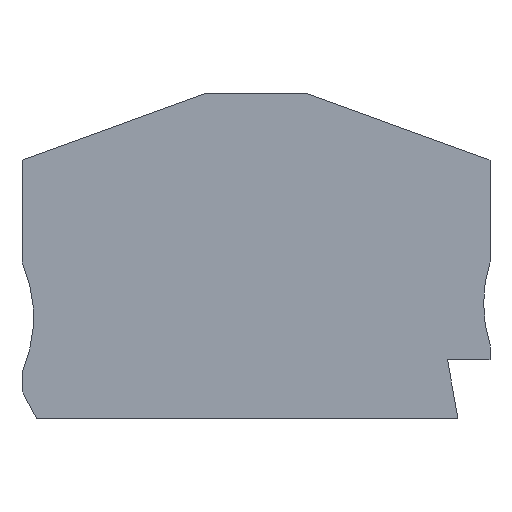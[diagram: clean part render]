
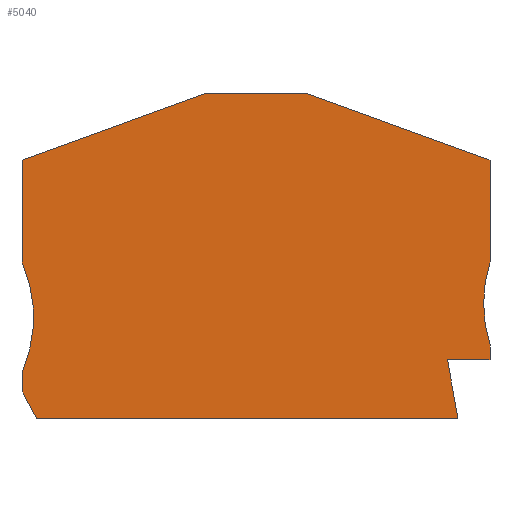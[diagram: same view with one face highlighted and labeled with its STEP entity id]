
A CAD part, left-side view. The second image highlights one B-rep face of the part: STEP entity #5040.
In plain terms, the highlighted face is planar.
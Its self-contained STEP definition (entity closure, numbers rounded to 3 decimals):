
#1310=CARTESIAN_POINT('',(-23.017,35.517,-2.2));
#1320=VERTEX_POINT('',#1310);
#1400=CARTESIAN_POINT('',(-42.9,28.28,-2.2));
#1410=VERTEX_POINT('',#1400);
#1440=CARTESIAN_POINT('',(0.,43.895,-2.2));
#1450=DIRECTION('',(-0.94,-0.342,0.));
#1460=VECTOR('',#1450,1.);
#1470=LINE('',#1440,#1460);
#1480=EDGE_CURVE('',#1320,#1410,#1470,.T.);
#1700=CARTESIAN_POINT('',(7.9,3.217,-2.2));
#1710=VERTEX_POINT('',#1700);
#1740=CARTESIAN_POINT('',(6.187,0.,-2.2));
#1750=DIRECTION('',(0.47,0.883,0.));
#1760=VECTOR('',#1750,1.);
#1770=LINE('',#1740,#1760);
#1780=CARTESIAN_POINT('',(6.302,0.217,-2.2));
#1790=VERTEX_POINT('',#1780);
#1800=EDGE_CURVE('',#1790,#1710,#1770,.T.);
#2040=CARTESIAN_POINT('',(0.,0.217,-2.2));
#2050=DIRECTION('',(1.,0.,0.));
#2060=VECTOR('',#2050,1.);
#2070=LINE('',#2040,#2060);
#2080=CARTESIAN_POINT('',(-39.417,0.217,-2.2));
#2090=VERTEX_POINT('',#2080);
#2100=EDGE_CURVE('',#2090,#1790,#2070,.T.);
#2390=CARTESIAN_POINT('',(-11.983,35.517,-2.2));
#2400=VERTEX_POINT('',#2390);
#2430=CARTESIAN_POINT('',(0.,31.156,-2.2));
#2440=DIRECTION('',(-0.94,0.342,0.));
#2450=VECTOR('',#2440,1.);
#2460=LINE('',#2430,#2450);
#2470=CARTESIAN_POINT('',(7.9,28.28,-2.2));
#2480=VERTEX_POINT('',#2470);
#2490=EDGE_CURVE('',#2480,#2400,#2460,.T.);
#2760=CARTESIAN_POINT('',(-42.9,17.217,-2.2));
#2770=VERTEX_POINT('',#2760);
#2850=CARTESIAN_POINT('',(-42.9,8.217,-2.2));
#2860=VERTEX_POINT('',#2850);
#2890=CARTESIAN_POINT('',(-57.209,12.717,-2.2));
#2900=DIRECTION('',(0.,0.,1.));
#2910=DIRECTION('',(1.,0.,0.));
#2920=AXIS2_PLACEMENT_3D('',#2890,#2900,#2910);
#2930=CIRCLE('',#2920,15.);
#2940=EDGE_CURVE('',#2860,#2770,#2930,.T.);
#3150=CARTESIAN_POINT('',(7.9,5.217,-2.2));
#3160=VERTEX_POINT('',#3150);
#3240=CARTESIAN_POINT('',(7.9,17.217,-2.2));
#3250=VERTEX_POINT('',#3240);
#3280=CARTESIAN_POINT('',(21.648,11.217,-2.2));
#3290=DIRECTION('',(0.,0.,1.));
#3300=DIRECTION('',(1.,0.,0.));
#3310=AXIS2_PLACEMENT_3D('',#3280,#3290,#3300);
#3320=CIRCLE('',#3310,15.);
#3330=EDGE_CURVE('',#3250,#3160,#3320,.T.);
#3500=CARTESIAN_POINT('',(7.9,0.,-2.2));
#3510=DIRECTION('',(0.,1.,0.));
#3520=VECTOR('',#3510,1.);
#3530=LINE('',#3500,#3520);
#3540=EDGE_CURVE('',#1710,#3160,#3530,.T.);
#3750=CARTESIAN_POINT('',(7.9,0.,-2.2));
#3760=DIRECTION('',(0.,1.,0.));
#3770=VECTOR('',#3760,1.);
#3780=LINE('',#3750,#3770);
#3790=EDGE_CURVE('',#3250,#2480,#3780,.T.);
#4000=CARTESIAN_POINT('',(0.,35.517,-2.2));
#4010=DIRECTION('',(-1.,0.,0.));
#4020=VECTOR('',#4010,1.);
#4030=LINE('',#4000,#4020);
#4040=EDGE_CURVE('',#2400,#1320,#4030,.T.);
#4220=CARTESIAN_POINT('',(-42.9,0.,-2.2));
#4230=DIRECTION('',(0.,-1.,0.));
#4240=VECTOR('',#4230,1.);
#4250=LINE('',#4220,#4240);
#4260=CARTESIAN_POINT('',(-42.9,6.617,-2.2));
#4270=VERTEX_POINT('',#4260);
#4280=EDGE_CURVE('',#2860,#4270,#4250,.T.);
#4530=CARTESIAN_POINT('',(-42.9,0.,-2.2));
#4540=DIRECTION('',(0.,-1.,0.));
#4550=VECTOR('',#4540,1.);
#4560=LINE('',#4530,#4550);
#4570=EDGE_CURVE('',#1410,#2770,#4560,.T.);
#4720=CARTESIAN_POINT('',(-14.277,25.588,-2.2));
#4730=DIRECTION('',(0.,0.,-1.));
#4740=DIRECTION('',(-1.,0.,0.));
#4750=AXIS2_PLACEMENT_3D('',#4720,#4730,#4740);
#4760=PLANE('',#4750);
#4770=ORIENTED_EDGE('',*,*,#3330,.T.);
#4780=ORIENTED_EDGE('',*,*,#3790,.F.);
#4790=ORIENTED_EDGE('',*,*,#2490,.F.);
#4800=ORIENTED_EDGE('',*,*,#4040,.F.);
#4810=ORIENTED_EDGE('',*,*,#1480,.F.);
#4820=ORIENTED_EDGE('',*,*,#4570,.F.);
#4830=ORIENTED_EDGE('',*,*,#2940,.T.);
#4840=ORIENTED_EDGE('',*,*,#4280,.F.);
#4850=CARTESIAN_POINT('',(0.,6.617,-2.2));
#4860=DIRECTION('',(-1.,0.,0.));
#4870=VECTOR('',#4860,1.);
#4880=LINE('',#4850,#4870);
#4890=CARTESIAN_POINT('',(-38.288,6.617,-2.2));
#4900=VERTEX_POINT('',#4890);
#4910=EDGE_CURVE('',#4900,#4270,#4880,.T.);
#4920=ORIENTED_EDGE('',*,*,#4910,.T.);
#4930=CARTESIAN_POINT('',(-39.455,0.,-2.2));
#4940=DIRECTION('',(-0.174,-0.985,0.));
#4950=VECTOR('',#4940,1.);
#4960=LINE('',#4930,#4950);
#4970=EDGE_CURVE('',#4900,#2090,#4960,.T.);
#4980=ORIENTED_EDGE('',*,*,#4970,.F.);
#4990=ORIENTED_EDGE('',*,*,#2100,.F.);
#5000=ORIENTED_EDGE('',*,*,#1800,.F.);
#5010=ORIENTED_EDGE('',*,*,#3540,.F.);
#5020=EDGE_LOOP('',(#5010,#5000,#4990,#4980,#4920,#4840,#4830,#4820,
#4810,#4800,#4790,#4780,#4770));
#5030=FACE_OUTER_BOUND('',#5020,.T.);
#5040=ADVANCED_FACE('',(#5030),#4760,.T.);
